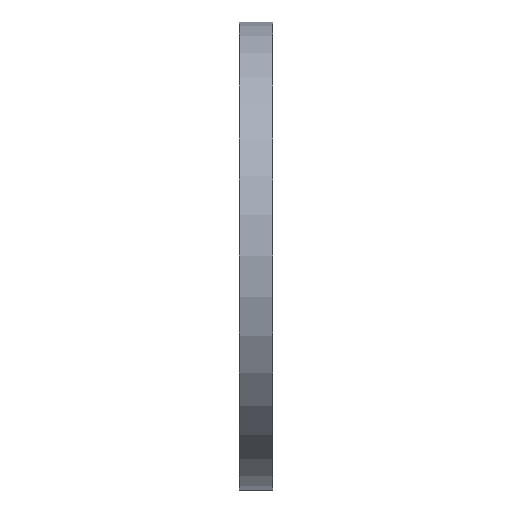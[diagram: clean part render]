
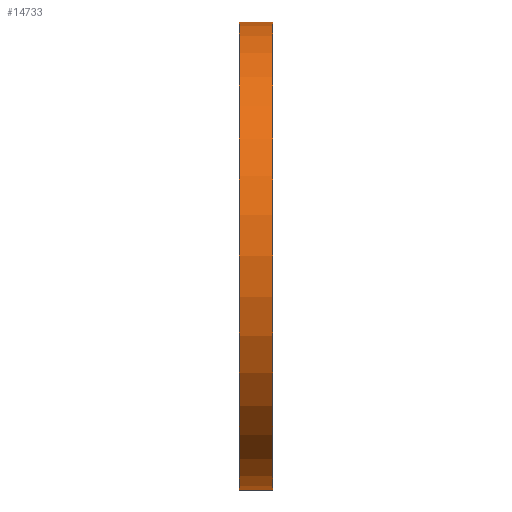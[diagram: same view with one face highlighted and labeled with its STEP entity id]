
A CAD part, left-side view. The second image highlights one B-rep face of the part: STEP entity #14733.
In plain terms, the highlighted cylindrical face has radius 89.129 mm (diameter 178.257 mm), a partial arc.
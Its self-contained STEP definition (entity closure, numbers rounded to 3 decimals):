
#1162 = CARTESIAN_POINT ( 'NONE',  ( 0., 6.35, 0. ) ) ;
#1421 = DIRECTION ( 'NONE',  ( 0., -1., 0. ) ) ;
#1755 = VECTOR ( 'NONE', #11531, 1000. ) ;
#2737 = DIRECTION ( 'NONE',  ( 0., 1., 0. ) ) ;
#3720 = ORIENTED_EDGE ( 'NONE', *, *, #5567, .T. ) ;
#4295 = CARTESIAN_POINT ( 'NONE',  ( 0., 6.35, 89.129 ) ) ;
#4544 = ORIENTED_EDGE ( 'NONE', *, *, #14859, .F. ) ;
#5379 = CIRCLE ( 'NONE', #9195, 89.129 ) ;
#5420 = DIRECTION ( 'NONE',  ( 0., -1., 0. ) ) ;
#5540 = CARTESIAN_POINT ( 'NONE',  ( 0., 6.35, 89.129 ) ) ;
#5567 = EDGE_CURVE ( 'NONE', #11816, #14322, #14373, .T. ) ;
#5958 = CARTESIAN_POINT ( 'NONE',  ( 0., 6.35, 0. ) ) ;
#6562 = DIRECTION ( 'NONE',  ( 0., 0., 1. ) ) ;
#6611 = DIRECTION ( 'NONE',  ( 0., 0., -1. ) ) ;
#6903 = CARTESIAN_POINT ( 'NONE',  ( 0., -6.35, -89.129 ) ) ;
#6921 = CARTESIAN_POINT ( 'NONE',  ( 0., -6.35, 0. ) ) ;
#7666 = CIRCLE ( 'NONE', #17481, 89.129 ) ;
#8511 = ORIENTED_EDGE ( 'NONE', *, *, #11302, .F. ) ;
#9195 = AXIS2_PLACEMENT_3D ( 'NONE', #6921, #15188, #6562 ) ;
#9196 = AXIS2_PLACEMENT_3D ( 'NONE', #1162, #5420, #6611 ) ;
#9573 = CYLINDRICAL_SURFACE ( 'NONE', #9196, 89.129 ) ;
#9665 = FACE_OUTER_BOUND ( 'NONE', #10788, .T. ) ;
#10519 = VECTOR ( 'NONE', #1421, 1000. ) ;
#10788 = EDGE_LOOP ( 'NONE', ( #8511, #4544, #3720, #16341 ) ) ;
#11302 = EDGE_CURVE ( 'NONE', #14940, #12692, #17047, .T. ) ;
#11531 = DIRECTION ( 'NONE',  ( 0., -1., 0. ) ) ;
#11816 = VERTEX_POINT ( 'NONE', #14494 ) ;
#12692 = VERTEX_POINT ( 'NONE', #17557 ) ;
#14322 = VERTEX_POINT ( 'NONE', #6903 ) ;
#14373 = LINE ( 'NONE', #15492, #10519 ) ;
#14494 = CARTESIAN_POINT ( 'NONE',  ( 0., 6.35, -89.129 ) ) ;
#14733 = ADVANCED_FACE ( 'NONE', ( #9665 ), #9573, .T. ) ;
#14859 = EDGE_CURVE ( 'NONE', #11816, #14940, #7666, .T. ) ;
#14940 = VERTEX_POINT ( 'NONE', #4295 ) ;
#15188 = DIRECTION ( 'NONE',  ( 0., 1., 0. ) ) ;
#15492 = CARTESIAN_POINT ( 'NONE',  ( 0., 6.35, -89.129 ) ) ;
#16341 = ORIENTED_EDGE ( 'NONE', *, *, #16459, .T. ) ;
#16459 = EDGE_CURVE ( 'NONE', #14322, #12692, #5379, .T. ) ;
#16831 = DIRECTION ( 'NONE',  ( 0., 0., 1. ) ) ;
#17047 = LINE ( 'NONE', #5540, #1755 ) ;
#17481 = AXIS2_PLACEMENT_3D ( 'NONE', #5958, #2737, #16831 ) ;
#17557 = CARTESIAN_POINT ( 'NONE',  ( 0., -6.35, 89.129 ) ) ;
